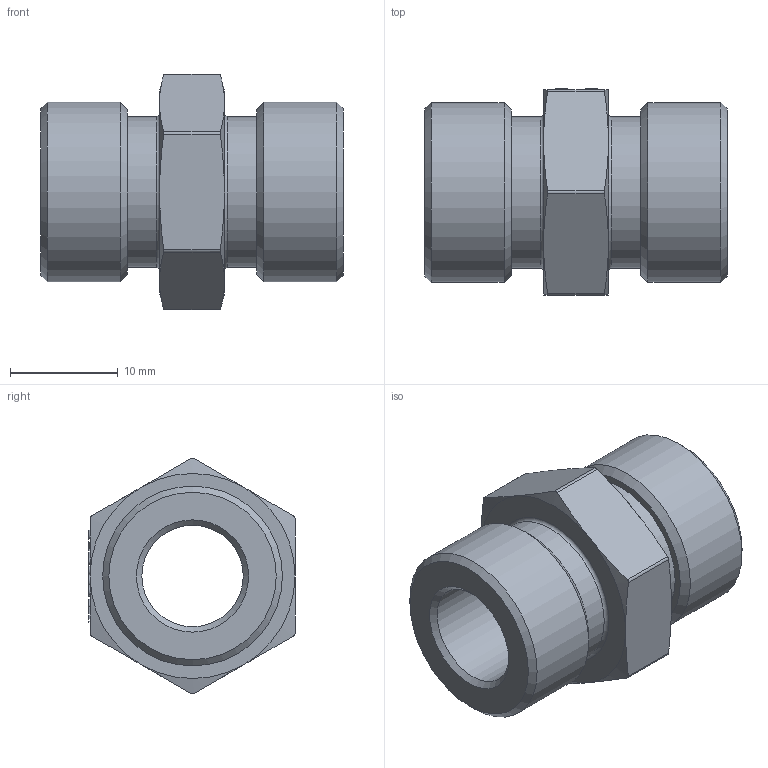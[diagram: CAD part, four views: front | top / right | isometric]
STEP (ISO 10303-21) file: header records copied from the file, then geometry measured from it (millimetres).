
FILE_DESCRIPTION (( 'STEP AP214' ), '1' );
FILE_NAME ('heco DN-038-6KZ-I.STEP', '2016-01-19T09:05:51', ( 'test' ), ( '' ), 'SwSTEP 2.0', 'SolidWorks 2011', '' );
FILE_SCHEMA (( 'AUTOMOTIVE_DESIGN' ));
Length unit declared in the file: millimetre
Products named in the file (1): heco DN-038-6KZ-I
Bounding box: 28 x 19.1 x 21.84 mm (x, y, z)
Volume: 4292.9 mm3; surface area: 2950 mm2
Topology: 1 solids, 1 shells, 227 faces, 579 edges, 381 vertices
Faces by surface type: plane 105, bspline 91, cone 18, cylinder 11, torus 2
Full cylindrical faces by diameter (mm): 9.4 x1, 14 x2, 16.662 x2
Entity records: 14078 total; most frequent: CARTESIAN_POINT 6828, ORIENTED_EDGE 1122, DIRECTION 647, EDGE_CURVE 561, VERTEX_POINT 376, LINE 313, VECTOR 313, EDGE_LOOP 269
